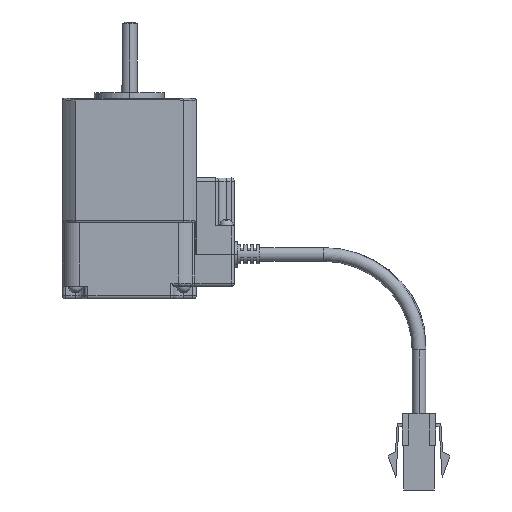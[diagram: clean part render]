
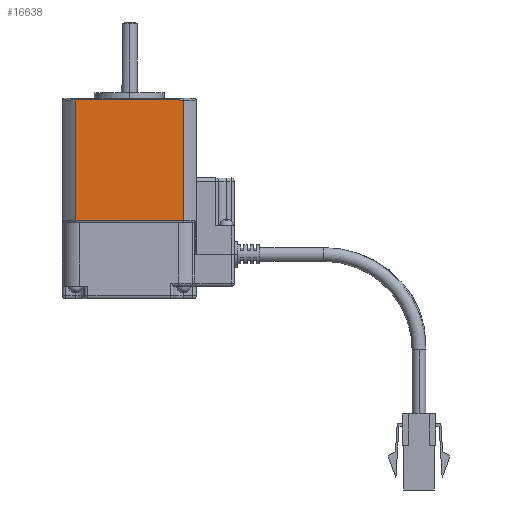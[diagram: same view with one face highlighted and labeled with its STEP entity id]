
A CAD part, left-side view. The second image highlights one B-rep face of the part: STEP entity #16638.
In plain terms, the highlighted planar face has unit normal (-1, 0, 0).
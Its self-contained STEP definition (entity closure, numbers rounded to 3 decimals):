
#2538 = LINE ( 'NONE', #13717, #2540 ) ;
#2539 = LINE ( 'NONE', #13759, #2545 ) ;
#2540 = VECTOR ( 'NONE', #13716, 1000. ) ;
#2544 = LINE ( 'NONE', #13768, #2546 ) ;
#2545 = VECTOR ( 'NONE', #13622, 1000. ) ;
#2546 = VECTOR ( 'NONE', #13967, 1000. ) ;
#2574 = LINE ( 'NONE', #14226, #2578 ) ;
#2578 = VECTOR ( 'NONE', #13981, 1000. ) ;
#5511 = FACE_OUTER_BOUND ( 'NONE', #17903, .T. ) ;
#7138 = AXIS2_PLACEMENT_3D ( 'NONE', #19826, #19857, #19858 ) ;
#9589 = EDGE_CURVE ( 'NONE', #10084, #10087, #2538, .T. ) ;
#9593 = EDGE_CURVE ( 'NONE', #10087, #10089, #2539, .T. ) ;
#9595 = EDGE_CURVE ( 'NONE', #10089, #10086, #2544, .T. ) ;
#9626 = EDGE_CURVE ( 'NONE', #10084, #10086, #2574, .T. ) ;
#10084 = VERTEX_POINT ( 'NONE', #11490 ) ;
#10086 = VERTEX_POINT ( 'NONE', #11491 ) ;
#10087 = VERTEX_POINT ( 'NONE', #11495 ) ;
#10089 = VERTEX_POINT ( 'NONE', #11496 ) ;
#11490 = CARTESIAN_POINT ( 'NONE',  ( -16.487, 101.233, 38.5 ) ) ;
#11491 = CARTESIAN_POINT ( 'NONE',  ( -16.487, 101.233, 0.5 ) ) ;
#11495 = CARTESIAN_POINT ( 'NONE',  ( -16.487, 135.174, 38.5 ) ) ;
#11496 = CARTESIAN_POINT ( 'NONE',  ( -16.487, 135.174, 0.5 ) ) ;
#13622 = DIRECTION ( 'NONE',  ( 0., 0., -1. ) ) ;
#13716 = DIRECTION ( 'NONE',  ( 0., 1., 0. ) ) ;
#13717 = CARTESIAN_POINT ( 'NONE',  ( -16.487, 118.203, 38.5 ) ) ;
#13759 = CARTESIAN_POINT ( 'NONE',  ( -16.487, 135.174, 19.5 ) ) ;
#13768 = CARTESIAN_POINT ( 'NONE',  ( -16.487, 118.203, 0.5 ) ) ;
#13967 = DIRECTION ( 'NONE',  ( 0., -1., 0. ) ) ;
#13981 = DIRECTION ( 'NONE',  ( 0., 0., -1. ) ) ;
#14226 = CARTESIAN_POINT ( 'NONE',  ( -16.487, 101.233, 19.5 ) ) ;
#15860 = ORIENTED_EDGE ( 'NONE', *, *, #9595, .T. ) ;
#15861 = ORIENTED_EDGE ( 'NONE', *, *, #9626, .F. ) ;
#15862 = ORIENTED_EDGE ( 'NONE', *, *, #9589, .T. ) ;
#15863 = ORIENTED_EDGE ( 'NONE', *, *, #9593, .T. ) ;
#16638 = ADVANCED_FACE ( 'NONE', ( #5511 ), #19853, .T. ) ;
#17903 = EDGE_LOOP ( 'NONE', ( #15860, #15861, #15862, #15863 ) ) ;
#19826 = CARTESIAN_POINT ( 'NONE',  ( -16.487, 135.174, 0. ) ) ;
#19853 = PLANE ( 'NONE',  #7138 ) ;
#19857 = DIRECTION ( 'NONE',  ( -1., 0., 0. ) ) ;
#19858 = DIRECTION ( 'NONE',  ( 0., -1., 0. ) ) ;
